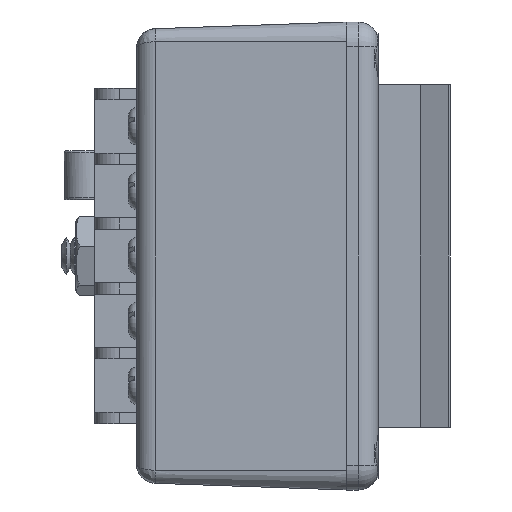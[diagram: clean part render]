
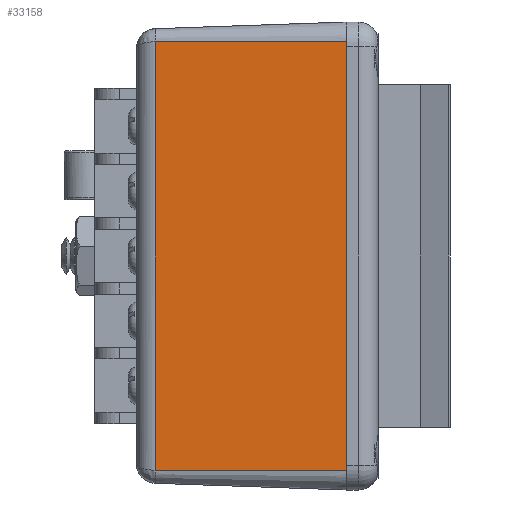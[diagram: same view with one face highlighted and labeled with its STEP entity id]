
A CAD part, left-side view. The second image highlights one B-rep face of the part: STEP entity #33158.
In plain terms, the highlighted planar face has unit normal (-0.999, 0.035, 0).
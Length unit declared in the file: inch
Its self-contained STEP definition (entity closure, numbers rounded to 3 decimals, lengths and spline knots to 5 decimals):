
#450 = CARTESIAN_POINT ( 'NONE',  ( -2.15421, 0.96749, -1.085 ) ) ;
#2327 = PLANE ( 'NONE',  #28845 ) ;
#3035 = ORIENTED_EDGE ( 'NONE', *, *, #7903, .T. ) ;
#3471 = DIRECTION ( 'NONE',  ( -0.035, -0.999, 0. ) ) ;
#5637 = DIRECTION ( 'NONE',  ( -0.999, 0.035, 0. ) ) ;
#7382 = CARTESIAN_POINT ( 'NONE',  ( -2.15421, 0.96749, 1.085 ) ) ;
#7903 = EDGE_CURVE ( 'NONE', #30018, #25791, #33338, .T. ) ;
#9098 = CARTESIAN_POINT ( 'NONE',  ( -2.188, 0., 1.085 ) ) ;
#10711 = CARTESIAN_POINT ( 'NONE',  ( -2.188, 0., -1.085 ) ) ;
#12059 = CARTESIAN_POINT ( 'NONE',  ( -2.188, 0., 1.085 ) ) ;
#13027 = VECTOR ( 'NONE', #28345, 39.37008 ) ;
#13393 = DIRECTION ( 'NONE',  ( 0., 0., -1. ) ) ;
#20496 = LINE ( 'NONE', #12059, #13027 ) ;
#22898 = VERTEX_POINT ( 'NONE', #39130 ) ;
#23773 = VECTOR ( 'NONE', #24730, 39.37008 ) ;
#24730 = DIRECTION ( 'NONE',  ( 0., 0., 1. ) ) ;
#24906 = CARTESIAN_POINT ( 'NONE',  ( -2.188, 0., -1.085 ) ) ;
#25262 = VECTOR ( 'NONE', #3471, 39.37008 ) ;
#25724 = ORIENTED_EDGE ( 'NONE', *, *, #32086, .T. ) ;
#25791 = VERTEX_POINT ( 'NONE', #9098 ) ;
#26041 = VERTEX_POINT ( 'NONE', #7382 ) ;
#27938 = CARTESIAN_POINT ( 'NONE',  ( -2.188, 0., -1.085 ) ) ;
#28097 = EDGE_CURVE ( 'NONE', #22898, #30018, #41506, .T. ) ;
#28136 = DIRECTION ( 'NONE',  ( -0.035, -0.999, 0. ) ) ;
#28345 = DIRECTION ( 'NONE',  ( -0.035, -0.999, 0. ) ) ;
#28845 = AXIS2_PLACEMENT_3D ( 'NONE', #24906, #5637, #28136 ) ;
#30018 = VERTEX_POINT ( 'NONE', #10711 ) ;
#30081 = FACE_OUTER_BOUND ( 'NONE', #38668, .T. ) ;
#30605 = EDGE_CURVE ( 'NONE', #26041, #25791, #20496, .T. ) ;
#31290 = VECTOR ( 'NONE', #13393, 39.37008 ) ;
#32086 = EDGE_CURVE ( 'NONE', #26041, #22898, #39908, .T. ) ;
#33158 = ADVANCED_FACE ( 'NONE', ( #30081 ), #2327, .T. ) ;
#33338 = LINE ( 'NONE', #27938, #23773 ) ;
#36126 = ORIENTED_EDGE ( 'NONE', *, *, #30605, .F. ) ;
#37749 = ORIENTED_EDGE ( 'NONE', *, *, #28097, .T. ) ;
#38668 = EDGE_LOOP ( 'NONE', ( #36126, #25724, #37749, #3035 ) ) ;
#38891 = CARTESIAN_POINT ( 'NONE',  ( -2.188, 0., -1.085 ) ) ;
#39130 = CARTESIAN_POINT ( 'NONE',  ( -2.15421, 0.96749, -1.085 ) ) ;
#39908 = LINE ( 'NONE', #450, #31290 ) ;
#41506 = LINE ( 'NONE', #38891, #25262 ) ;
